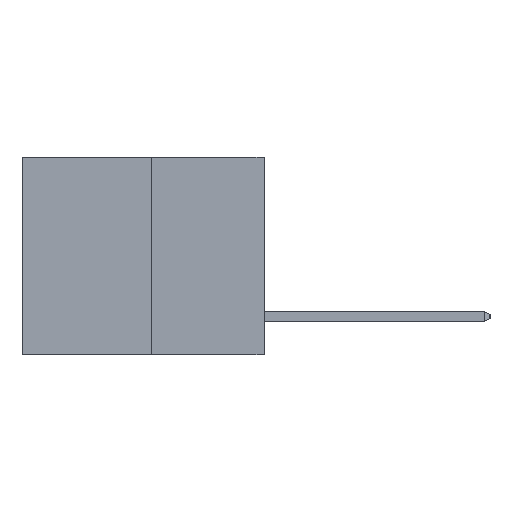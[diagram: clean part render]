
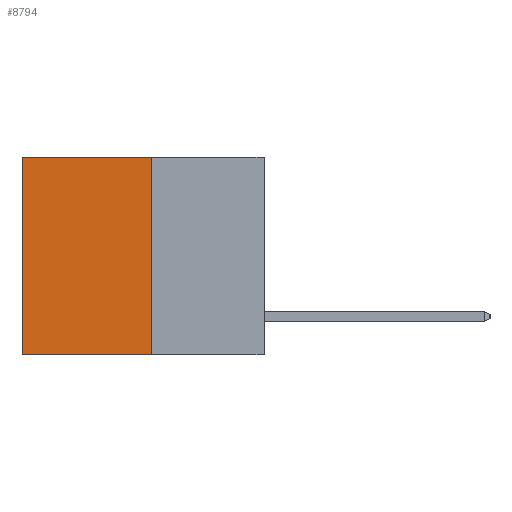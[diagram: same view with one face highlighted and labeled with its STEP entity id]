
A CAD part, left-side view. The second image highlights one B-rep face of the part: STEP entity #8794.
In plain terms, the highlighted planar face has unit normal (-1, 0, 0).
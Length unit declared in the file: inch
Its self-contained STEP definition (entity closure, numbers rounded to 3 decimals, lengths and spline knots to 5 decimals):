
#424 = CARTESIAN_POINT ( 'NONE',  ( 0.3165, 0.28, -0.49 ) ) ;
#449 = EDGE_CURVE ( 'NONE', #5655, #8435, #12646, .T. ) ;
#539 = CARTESIAN_POINT ( 'NONE',  ( 0.3165, 0.28, -0.49 ) ) ;
#1141 = CARTESIAN_POINT ( 'NONE',  ( 0.3165, 0.6, 0. ) ) ;
#1787 = ORIENTED_EDGE ( 'NONE', *, *, #11114, .T. ) ;
#2153 = DIRECTION ( 'NONE',  ( 0., 0., -1. ) ) ;
#2335 = LINE ( 'NONE', #3377, #5001 ) ;
#2803 = VECTOR ( 'NONE', #12080, 39.37008 ) ;
#3377 = CARTESIAN_POINT ( 'NONE',  ( 0.3165, 0.6, -0.49 ) ) ;
#4220 = VERTEX_POINT ( 'NONE', #1141 ) ;
#4398 = VERTEX_POINT ( 'NONE', #11370 ) ;
#5001 = VECTOR ( 'NONE', #2153, 39.37008 ) ;
#5655 = VERTEX_POINT ( 'NONE', #424 ) ;
#5832 = EDGE_CURVE ( 'NONE', #4398, #5655, #8511, .T. ) ;
#5951 = DIRECTION ( 'NONE',  ( 0., 0., -1. ) ) ;
#7054 = EDGE_CURVE ( 'NONE', #4220, #8435, #2335, .T. ) ;
#8378 = LINE ( 'NONE', #15467, #11403 ) ;
#8435 = VERTEX_POINT ( 'NONE', #10886 ) ;
#8511 = LINE ( 'NONE', #10720, #13908 ) ;
#8794 = ADVANCED_FACE ( 'NONE', ( #11282 ), #15642, .F. ) ;
#9108 = DIRECTION ( 'NONE',  ( 0., 1., 0. ) ) ;
#9852 = ORIENTED_EDGE ( 'NONE', *, *, #449, .F. ) ;
#10253 = EDGE_LOOP ( 'NONE', ( #11861, #9852, #13724, #1787 ) ) ;
#10720 = CARTESIAN_POINT ( 'NONE',  ( 0.3165, 0.28, -0.49 ) ) ;
#10833 = DIRECTION ( 'NONE',  ( 0., 0., -1. ) ) ;
#10886 = CARTESIAN_POINT ( 'NONE',  ( 0.3165, 0.6, -0.49 ) ) ;
#11114 = EDGE_CURVE ( 'NONE', #4398, #4220, #8378, .T. ) ;
#11123 = DIRECTION ( 'NONE',  ( 1., 0., 0. ) ) ;
#11282 = FACE_OUTER_BOUND ( 'NONE', #10253, .T. ) ;
#11370 = CARTESIAN_POINT ( 'NONE',  ( 0.3165, 0.28, 0. ) ) ;
#11403 = VECTOR ( 'NONE', #9108, 39.37008 ) ;
#11861 = ORIENTED_EDGE ( 'NONE', *, *, #7054, .T. ) ;
#12080 = DIRECTION ( 'NONE',  ( 0., 1., 0. ) ) ;
#12646 = LINE ( 'NONE', #539, #2803 ) ;
#13724 = ORIENTED_EDGE ( 'NONE', *, *, #5832, .F. ) ;
#13827 = CARTESIAN_POINT ( 'NONE',  ( 0.3165, 0.28, -0.49 ) ) ;
#13908 = VECTOR ( 'NONE', #10833, 39.37008 ) ;
#14647 = AXIS2_PLACEMENT_3D ( 'NONE', #13827, #11123, #5951 ) ;
#15467 = CARTESIAN_POINT ( 'NONE',  ( 0.3165, 0.28, 0. ) ) ;
#15642 = PLANE ( 'NONE',  #14647 ) ;
